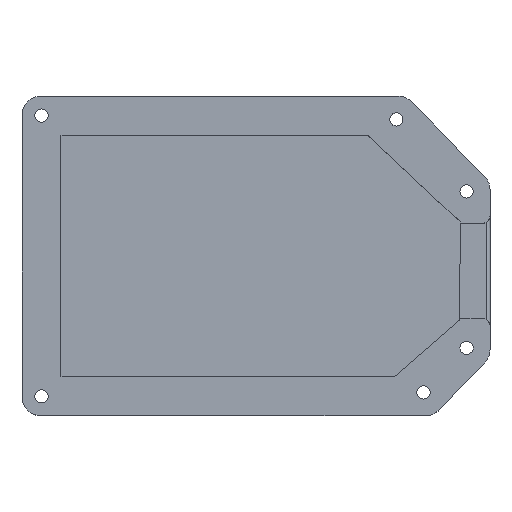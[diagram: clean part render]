
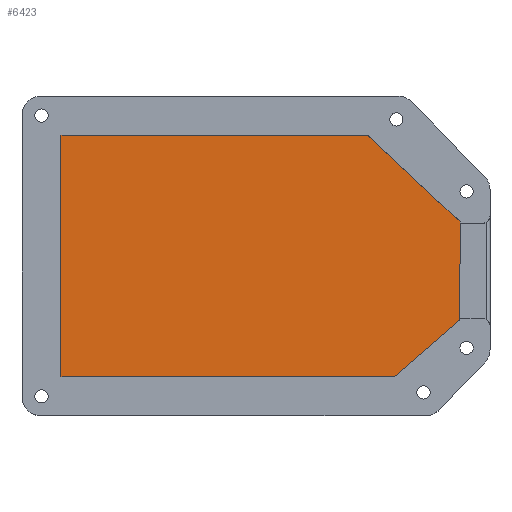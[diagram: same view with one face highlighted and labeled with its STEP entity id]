
A CAD part, top view. The second image highlights one B-rep face of the part: STEP entity #6423.
In plain terms, the highlighted planar face has unit normal (0, 0, 1).
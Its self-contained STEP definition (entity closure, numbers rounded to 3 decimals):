
#1055=FACE_OUTER_BOUND('',#1432,.T.);
#1432=EDGE_LOOP('',(#5886,#5887,#5888,#5889,#5890,#5891));
#1945=LINE('',#12887,#2450);
#1947=LINE('',#12893,#2452);
#1948=LINE('',#12894,#2453);
#1949=LINE('',#12896,#2454);
#1950=LINE('',#12898,#2455);
#1951=LINE('',#12899,#2456);
#2450=VECTOR('',#7417,10.);
#2452=VECTOR('',#7423,10.);
#2453=VECTOR('',#7424,10.);
#2454=VECTOR('',#7425,10.);
#2455=VECTOR('',#7426,10.);
#2456=VECTOR('',#7427,10.);
#3093=VERTEX_POINT('',#12884);
#3094=VERTEX_POINT('',#12886);
#3095=VERTEX_POINT('',#12891);
#3096=VERTEX_POINT('',#12892);
#3097=VERTEX_POINT('',#12895);
#3098=VERTEX_POINT('',#12897);
#4033=EDGE_CURVE('',#3093,#3094,#1945,.T.);
#4035=EDGE_CURVE('',#3095,#3096,#1947,.T.);
#4036=EDGE_CURVE('',#3094,#3095,#1948,.T.);
#4037=EDGE_CURVE('',#3097,#3093,#1949,.T.);
#4038=EDGE_CURVE('',#3098,#3097,#1950,.T.);
#4039=EDGE_CURVE('',#3096,#3098,#1951,.T.);
#5886=ORIENTED_EDGE('',*,*,#4035,.F.);
#5887=ORIENTED_EDGE('',*,*,#4036,.F.);
#5888=ORIENTED_EDGE('',*,*,#4033,.F.);
#5889=ORIENTED_EDGE('',*,*,#4037,.F.);
#5890=ORIENTED_EDGE('',*,*,#4038,.F.);
#5891=ORIENTED_EDGE('',*,*,#4039,.F.);
#6089=PLANE('',#6607);
#6423=ADVANCED_FACE('',(#1055),#6089,.T.);
#6607=AXIS2_PLACEMENT_3D('',#12890,#7421,#7422);
#7417=DIRECTION('',(-0.003,-1.,0.));
#7421=DIRECTION('center_axis',(0.,0.,1.));
#7422=DIRECTION('ref_axis',(1.,0.,0.));
#7423=DIRECTION('',(-1.,0.,0.));
#7424=DIRECTION('',(-0.755,-0.656,0.));
#7425=DIRECTION('',(0.731,-0.682,0.));
#7426=DIRECTION('',(1.,0.,0.));
#7427=DIRECTION('',(0.,1.,0.));
#12884=CARTESIAN_POINT('',(102.342,39.767,3.));
#12886=CARTESIAN_POINT('',(102.262,14.571,3.));
#12887=CARTESIAN_POINT('',(102.328,35.302,3.));
#12890=CARTESIAN_POINT('Origin',(51.171,31.,3.));
#12891=CARTESIAN_POINT('',(85.5,0.,3.));
#12892=CARTESIAN_POINT('',(0.,0.,3.));
#12893=CARTESIAN_POINT('',(68.336,0.,3.));
#12894=CARTESIAN_POINT('',(91.779,5.458,3.));
#12895=CARTESIAN_POINT('',(78.5,62.,3.));
#12896=CARTESIAN_POINT('',(78.922,61.606,3.));
#12897=CARTESIAN_POINT('',(0.,62.,3.));
#12898=CARTESIAN_POINT('',(25.586,62.,3.));
#12899=CARTESIAN_POINT('',(0.,15.5,3.));
